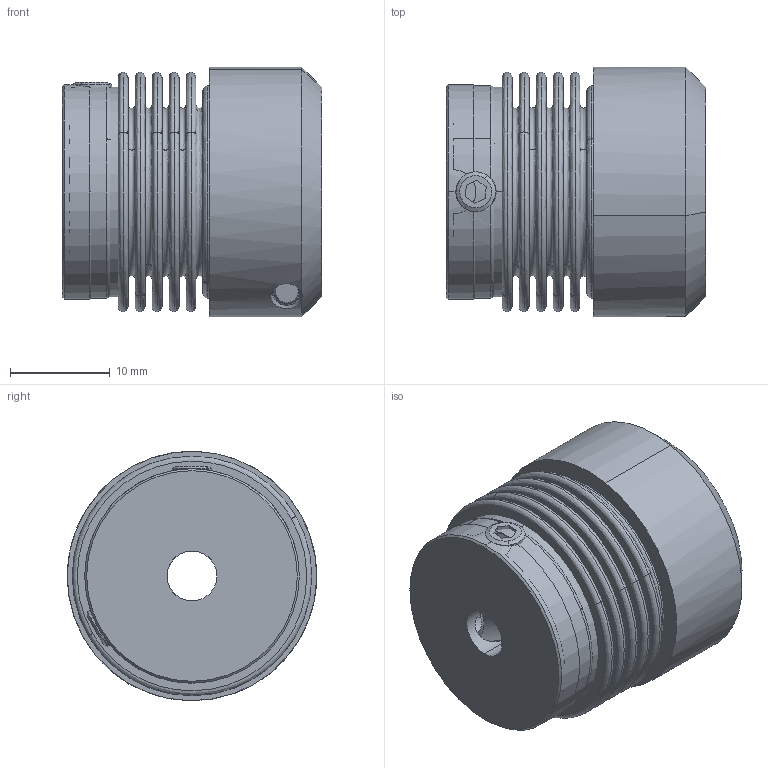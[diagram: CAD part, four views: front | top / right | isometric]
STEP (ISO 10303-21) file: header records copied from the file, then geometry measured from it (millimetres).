
FILE_DESCRIPTION (( 'STEP AP203' ), '1' );
FILE_NAME ('LAHP-33-CPL-202.STEP', '2021-01-19T19:10:04', ( '' ), ( '' ), 'SwSTEP 2.0', 'SolidWorks 2019', '' );
FILE_SCHEMA (( 'CONFIG_CONTROL_DESIGN' ));
Length unit declared in the file: inch
Products named in the file (1): LAHP-33-CPL-202
Bounding box: 26 x 25 x 25 mm (x, y, z)
Volume: 6097.6 mm3; surface area: 10696.1 mm2
Topology: 6 solids, 6 shells, 264 faces, 663 edges, 429 vertices
Faces by surface type: cylinder 100, bspline 76, plane 58, cone 30
Entity records: 14007 total; most frequent: CARTESIAN_POINT 8402, ORIENTED_EDGE 1318, DIRECTION 987, EDGE_CURVE 659, VERTEX_POINT 429, AXIS2_PLACEMENT_3D 407, EDGE_LOOP 300, FACE_OUTER_BOUND 264
